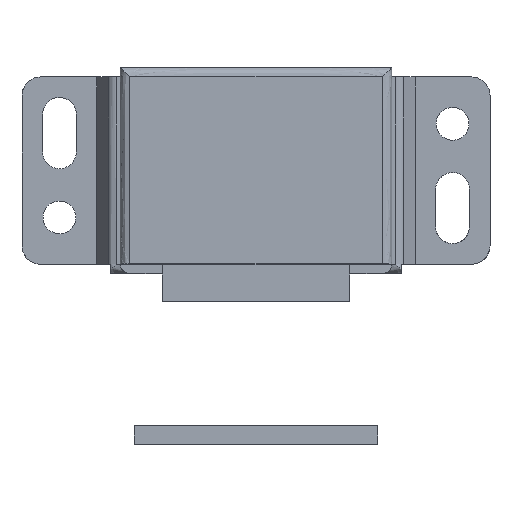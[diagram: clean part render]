
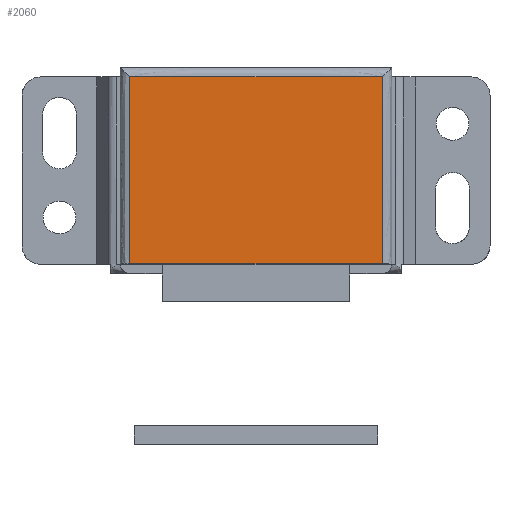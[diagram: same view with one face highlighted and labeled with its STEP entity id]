
A CAD part, top view. The second image highlights one B-rep face of the part: STEP entity #2060.
In plain terms, the highlighted free-form (B-spline) face has degree [1, 1] with [2, 2] control points.
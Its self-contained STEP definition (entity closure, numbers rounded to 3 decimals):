
#2025=CARTESIAN_POINT('',(14.849,-21.999,13.0));
#2026=CARTESIAN_POINT('',(-14.849,-21.999,13.0));
#2027=CARTESIAN_POINT('',(14.849,-0.001,13.0));
#2028=CARTESIAN_POINT('',(-14.849,-0.001,13.0));
#2029=B_SPLINE_SURFACE_WITH_KNOTS('',1,1,((#2025,#2027),(#2026,#2028)),.UNSPECIFIED.,.F.,.F.,.U.,(2,2),(2,2),(0.0,29.697),(0.0,21.998),.UNSPECIFIED.);
#2030=CARTESIAN_POINT('',(13.5,-1.0,13.0));
#2031=VERTEX_POINT('',#2030);
#2032=CARTESIAN_POINT('',(-13.5,-1.0,13.0));
#2033=VERTEX_POINT('',#2032);
#2034=CARTESIAN_POINT('',(13.5,-1.0,13.0));
#2035=CARTESIAN_POINT('',(-13.5,-1.0,13.0));
#2036=QUASI_UNIFORM_CURVE('',1,(#2034,#2035),.UNSPECIFIED.,.F.,.U.);
#2037=EDGE_CURVE('',#2031,#2033,#2036,.T.);
#2038=ORIENTED_EDGE('',*,*,#2037,.T.);
#2039=CARTESIAN_POINT('',(-13.5,-21.0,13.0));
#2040=VERTEX_POINT('',#2039);
#2041=CARTESIAN_POINT('',(-13.5,-1.0,13.0));
#2042=CARTESIAN_POINT('',(-13.5,-21.0,13.0));
#2043=QUASI_UNIFORM_CURVE('',1,(#2041,#2042),.UNSPECIFIED.,.F.,.U.);
#2044=EDGE_CURVE('',#2033,#2040,#2043,.T.);
#2045=ORIENTED_EDGE('',*,*,#2044,.T.);
#2046=CARTESIAN_POINT('',(13.5,-21.0,13.0));
#2047=VERTEX_POINT('',#2046);
#2048=CARTESIAN_POINT('',(-13.5,-21.0,13.0));
#2049=CARTESIAN_POINT('',(13.5,-21.0,13.0));
#2050=QUASI_UNIFORM_CURVE('',1,(#2048,#2049),.UNSPECIFIED.,.F.,.U.);
#2051=EDGE_CURVE('',#2040,#2047,#2050,.T.);
#2052=ORIENTED_EDGE('',*,*,#2051,.T.);
#2053=CARTESIAN_POINT('',(13.5,-21.0,13.0));
#2054=CARTESIAN_POINT('',(13.5,-1.0,13.0));
#2055=QUASI_UNIFORM_CURVE('',1,(#2053,#2054),.UNSPECIFIED.,.F.,.U.);
#2056=EDGE_CURVE('',#2047,#2031,#2055,.T.);
#2057=ORIENTED_EDGE('',*,*,#2056,.T.);
#2058=EDGE_LOOP('',(#2038,#2045,#2052,#2057));
#2059=FACE_OUTER_BOUND('',#2058,.T.);
#2060=ADVANCED_FACE('',(#2059),#2029,.F.);
